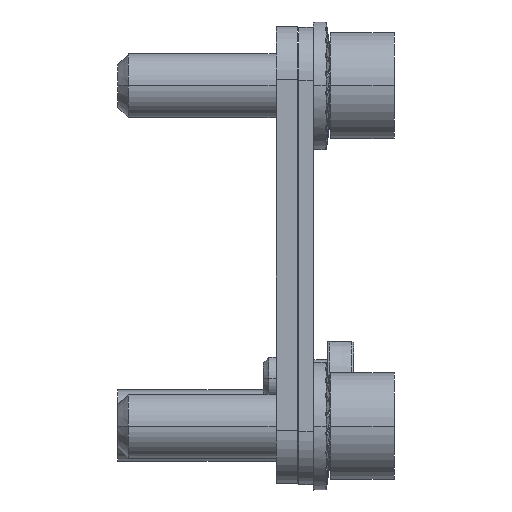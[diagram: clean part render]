
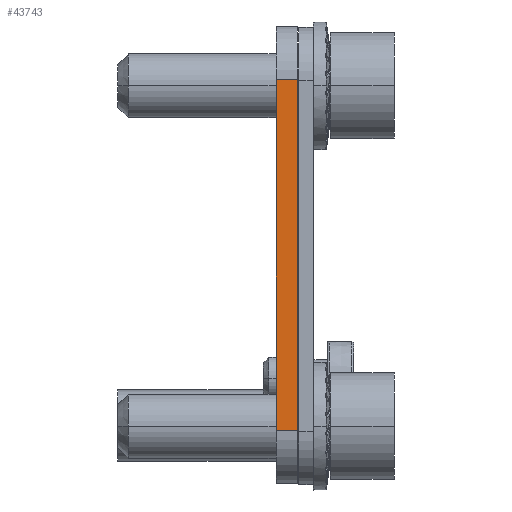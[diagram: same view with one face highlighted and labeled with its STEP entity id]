
A CAD part, left-side view. The second image highlights one B-rep face of the part: STEP entity #43743.
In plain terms, the highlighted planar face has unit normal (-1, 0, 0).
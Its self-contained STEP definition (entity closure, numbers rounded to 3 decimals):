
#5450=DIRECTION('',(0.,0.,-1.));
#5451=VECTOR('',#5450,32.998);
#5452=CARTESIAN_POINT('',(-70.5,-2.,16.598));
#5453=LINE('',#5452,#5451);
#5454=DIRECTION('',(0.,0.,1.));
#5455=VECTOR('',#5454,32.999);
#5456=CARTESIAN_POINT('',(-70.5,0.,-16.4));
#5457=LINE('',#5456,#5455);
#5458=DIRECTION('',(0.,-1.,-0.001));
#5459=VECTOR('',#5458,2.);
#5460=CARTESIAN_POINT('',(-70.5,0.,16.599));
#5461=LINE('',#5460,#5459);
#5466=DIRECTION('',(0.,-1.,0.));
#5467=VECTOR('',#5466,2.);
#5468=CARTESIAN_POINT('',(-70.5,0.,-16.4));
#5469=LINE('',#5468,#5467);
#27914=CARTESIAN_POINT('',(-70.5,-2.,16.598));
#27915=CARTESIAN_POINT('',(-70.5,-2.,-16.4));
#27916=VERTEX_POINT('',#27914);
#27917=VERTEX_POINT('',#27915);
#27966=CARTESIAN_POINT('',(-70.5,0.,-16.4));
#27967=VERTEX_POINT('',#27966);
#27968=CARTESIAN_POINT('',(-70.5,0.,16.599));
#27969=VERTEX_POINT('',#27968);
#43729=CARTESIAN_POINT('',(-70.5,-1.,0.1));
#43730=DIRECTION('',(1.,0.,0.));
#43731=DIRECTION('',(0.,0.,1.));
#43732=AXIS2_PLACEMENT_3D('',#43729,#43730,#43731);
#43733=PLANE('',#43732);
#43734=ORIENTED_EDGE('',*,*,#43638,.T.);
#43736=ORIENTED_EDGE('',*,*,#43735,.F.);
#43738=ORIENTED_EDGE('',*,*,#43737,.T.);
#43740=ORIENTED_EDGE('',*,*,#43739,.T.);
#43741=EDGE_LOOP('',(#43734,#43736,#43738,#43740));
#43742=FACE_OUTER_BOUND('',#43741,.F.);
#43638=EDGE_CURVE('',#27916,#27917,#5453,.T.);
#43735=EDGE_CURVE('',#27967,#27917,#5469,.T.);
#43737=EDGE_CURVE('',#27967,#27969,#5457,.T.);
#43739=EDGE_CURVE('',#27969,#27916,#5461,.T.);
#43743=ADVANCED_FACE('',(#43742),#43733,.F.);
